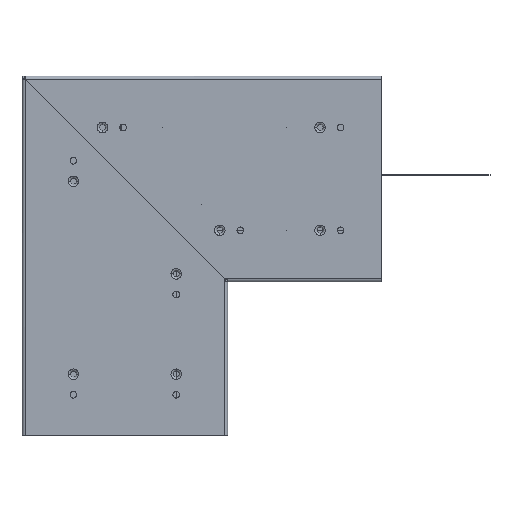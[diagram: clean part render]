
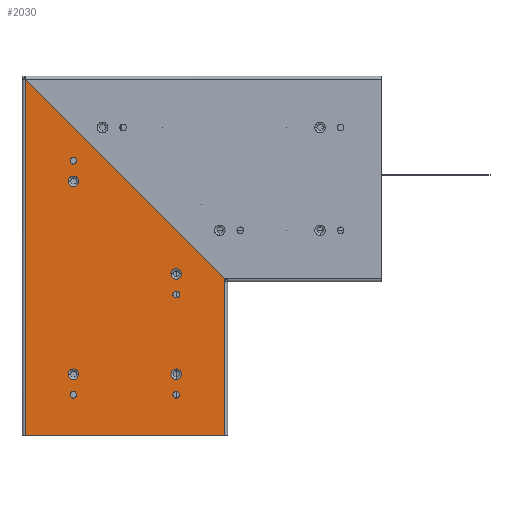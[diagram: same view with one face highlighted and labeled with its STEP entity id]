
A CAD part, front view. The second image highlights one B-rep face of the part: STEP entity #2030.
In plain terms, the highlighted planar face has unit normal (0, -1, 0).
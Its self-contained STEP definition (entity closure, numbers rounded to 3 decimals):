
#302=DIRECTION('',(0.,0.,1.));
#303=VECTOR('',#302,150.);
#304=CARTESIAN_POINT('',(97.,0.,0.));
#305=LINE('',#304,#303);
#566=DIRECTION('',(0.707,0.,-0.707));
#567=VECTOR('',#566,274.357);
#568=CARTESIAN_POINT('',(-97.,0.,347.));
#569=LINE('',#568,#567);
#573=DIRECTION('',(0.,0.,-1.));
#574=VECTOR('',#573,3.);
#575=CARTESIAN_POINT('',(97.,0.,153.));
#576=LINE('',#575,#574);
#580=CARTESIAN_POINT('',(50.,0.,60.));
#581=DIRECTION('',(0.,-1.,0.));
#582=DIRECTION('',(0.,0.,-1.));
#583=AXIS2_PLACEMENT_3D('',#580,#581,#582);
#588=CARTESIAN_POINT('',(50.,0.,60.));
#589=DIRECTION('',(0.,-1.,0.));
#590=DIRECTION('',(0.,0.,1.));
#591=AXIS2_PLACEMENT_3D('',#588,#589,#590);
#596=CARTESIAN_POINT('',(-50.,0.,60.));
#597=DIRECTION('',(0.,-1.,0.));
#598=DIRECTION('',(1.,0.,0.));
#599=AXIS2_PLACEMENT_3D('',#596,#597,#598);
#604=CARTESIAN_POINT('',(-50.,0.,60.));
#605=DIRECTION('',(0.,-1.,0.));
#606=DIRECTION('',(-1.,0.,0.));
#607=AXIS2_PLACEMENT_3D('',#604,#605,#606);
#612=CARTESIAN_POINT('',(-50.,0.,247.674));
#613=DIRECTION('',(0.,-1.,0.));
#614=DIRECTION('',(1.,0.,0.));
#615=AXIS2_PLACEMENT_3D('',#612,#613,#614);
#620=CARTESIAN_POINT('',(-50.,0.,247.674));
#621=DIRECTION('',(0.,-1.,0.));
#622=DIRECTION('',(-1.,0.,0.));
#623=AXIS2_PLACEMENT_3D('',#620,#621,#622);
#628=CARTESIAN_POINT('',(50.,0.,157.574));
#629=DIRECTION('',(0.,-1.,0.));
#630=DIRECTION('',(1.,0.,0.));
#631=AXIS2_PLACEMENT_3D('',#628,#629,#630);
#636=CARTESIAN_POINT('',(50.,0.,157.574));
#637=DIRECTION('',(0.,-1.,0.));
#638=DIRECTION('',(-1.,0.,0.));
#639=AXIS2_PLACEMENT_3D('',#636,#637,#638);
#644=CARTESIAN_POINT('',(-50.,0.,267.674));
#645=DIRECTION('',(0.,1.,0.));
#646=DIRECTION('',(0.,0.,1.));
#647=AXIS2_PLACEMENT_3D('',#644,#645,#646);
#652=CARTESIAN_POINT('',(-50.,0.,267.674));
#653=DIRECTION('',(0.,1.,0.));
#654=DIRECTION('',(0.,0.,-1.));
#655=AXIS2_PLACEMENT_3D('',#652,#653,#654);
#660=CARTESIAN_POINT('',(-50.,0.,40.));
#661=DIRECTION('',(0.,1.,0.));
#662=DIRECTION('',(0.,0.,1.));
#663=AXIS2_PLACEMENT_3D('',#660,#661,#662);
#668=CARTESIAN_POINT('',(-50.,0.,40.));
#669=DIRECTION('',(0.,1.,0.));
#670=DIRECTION('',(0.,0.,-1.));
#671=AXIS2_PLACEMENT_3D('',#668,#669,#670);
#676=CARTESIAN_POINT('',(50.,0.,40.));
#677=DIRECTION('',(0.,1.,0.));
#678=DIRECTION('',(0.,0.,1.));
#679=AXIS2_PLACEMENT_3D('',#676,#677,#678);
#684=CARTESIAN_POINT('',(50.,0.,40.));
#685=DIRECTION('',(0.,1.,0.));
#686=DIRECTION('',(0.,0.,-1.));
#687=AXIS2_PLACEMENT_3D('',#684,#685,#686);
#692=CARTESIAN_POINT('',(50.,0.,137.574));
#693=DIRECTION('',(0.,1.,0.));
#694=DIRECTION('',(0.,0.,1.));
#695=AXIS2_PLACEMENT_3D('',#692,#693,#694);
#700=CARTESIAN_POINT('',(50.,0.,137.574));
#701=DIRECTION('',(0.,1.,0.));
#702=DIRECTION('',(0.,0.,-1.));
#703=AXIS2_PLACEMENT_3D('',#700,#701,#702);
#729=DIRECTION('',(1.,0.,0.));
#730=VECTOR('',#729,194.);
#731=CARTESIAN_POINT('',(-97.,0.,0.));
#732=LINE('',#731,#730);
#782=DIRECTION('',(0.,0.,1.));
#783=VECTOR('',#782,347.);
#784=CARTESIAN_POINT('',(-97.,0.,0.));
#785=LINE('',#784,#783);
#1574=CARTESIAN_POINT('',(-97.,0.,0.));
#1575=CARTESIAN_POINT('',(97.,0.,0.));
#1576=VERTEX_POINT('',#1574);
#1577=VERTEX_POINT('',#1575);
#1586=CARTESIAN_POINT('',(50.,0.,54.9));
#1587=CARTESIAN_POINT('',(50.,0.,65.1));
#1588=VERTEX_POINT('',#1586);
#1589=VERTEX_POINT('',#1587);
#1602=CARTESIAN_POINT('',(-97.,0.,347.));
#1603=CARTESIAN_POINT('',(97.,0.,153.));
#1604=VERTEX_POINT('',#1602);
#1605=VERTEX_POINT('',#1603);
#1630=CARTESIAN_POINT('',(-44.9,0.,60.));
#1631=CARTESIAN_POINT('',(-55.1,0.,60.));
#1632=VERTEX_POINT('',#1630);
#1633=VERTEX_POINT('',#1631);
#1654=CARTESIAN_POINT('',(-44.9,0.,247.674));
#1655=CARTESIAN_POINT('',(-55.1,0.,247.674));
#1656=VERTEX_POINT('',#1654);
#1657=VERTEX_POINT('',#1655);
#1678=CARTESIAN_POINT('',(55.1,0.,157.574));
#1679=CARTESIAN_POINT('',(44.9,0.,157.574));
#1680=VERTEX_POINT('',#1678);
#1681=VERTEX_POINT('',#1679);
#1694=CARTESIAN_POINT('',(97.,0.,150.));
#1695=VERTEX_POINT('',#1694);
#1706=CARTESIAN_POINT('',(-50.,0.,270.924));
#1707=CARTESIAN_POINT('',(-50.,0.,264.424));
#1708=VERTEX_POINT('',#1706);
#1709=VERTEX_POINT('',#1707);
#1710=CARTESIAN_POINT('',(-50.,0.,43.25));
#1711=CARTESIAN_POINT('',(-50.,0.,36.75));
#1712=VERTEX_POINT('',#1710);
#1713=VERTEX_POINT('',#1711);
#1714=CARTESIAN_POINT('',(50.,0.,43.25));
#1715=CARTESIAN_POINT('',(50.,0.,36.75));
#1716=VERTEX_POINT('',#1714);
#1717=VERTEX_POINT('',#1715);
#1718=CARTESIAN_POINT('',(50.,0.,140.824));
#1719=CARTESIAN_POINT('',(50.,0.,134.324));
#1720=VERTEX_POINT('',#1718);
#1721=VERTEX_POINT('',#1719);
#1967=CARTESIAN_POINT('',(0.,0.,0.));
#1968=DIRECTION('',(0.,-1.,0.));
#1969=DIRECTION('',(1.,0.,0.));
#1970=AXIS2_PLACEMENT_3D('',#1967,#1968,#1969);
#1971=PLANE('',#1970);
#1972=ORIENTED_EDGE('',*,*,#1957,.T.);
#1974=ORIENTED_EDGE('',*,*,#1973,.T.);
#1975=ORIENTED_EDGE('',*,*,#1799,.F.);
#1977=ORIENTED_EDGE('',*,*,#1976,.F.);
#1979=ORIENTED_EDGE('',*,*,#1978,.T.);
#1980=EDGE_LOOP('',(#1972,#1974,#1975,#1977,#1979));
#1981=FACE_OUTER_BOUND('',#1980,.F.);
#1983=ORIENTED_EDGE('',*,*,#1982,.T.);
#1985=ORIENTED_EDGE('',*,*,#1984,.T.);
#1986=EDGE_LOOP('',(#1983,#1985));
#1987=FACE_BOUND('',#1986,.F.);
#1989=ORIENTED_EDGE('',*,*,#1988,.T.);
#1991=ORIENTED_EDGE('',*,*,#1990,.T.);
#1992=EDGE_LOOP('',(#1989,#1991));
#1993=FACE_BOUND('',#1992,.F.);
#1995=ORIENTED_EDGE('',*,*,#1994,.T.);
#1997=ORIENTED_EDGE('',*,*,#1996,.T.);
#1998=EDGE_LOOP('',(#1995,#1997));
#1999=FACE_BOUND('',#1998,.F.);
#2001=ORIENTED_EDGE('',*,*,#2000,.T.);
#2003=ORIENTED_EDGE('',*,*,#2002,.T.);
#2004=EDGE_LOOP('',(#2001,#2003));
#2005=FACE_BOUND('',#2004,.F.);
#2007=ORIENTED_EDGE('',*,*,#2006,.F.);
#2009=ORIENTED_EDGE('',*,*,#2008,.F.);
#2010=EDGE_LOOP('',(#2007,#2009));
#2011=FACE_BOUND('',#2010,.F.);
#2013=ORIENTED_EDGE('',*,*,#2012,.F.);
#2015=ORIENTED_EDGE('',*,*,#2014,.F.);
#2016=EDGE_LOOP('',(#2013,#2015));
#2017=FACE_BOUND('',#2016,.F.);
#2019=ORIENTED_EDGE('',*,*,#2018,.F.);
#2021=ORIENTED_EDGE('',*,*,#2020,.F.);
#2022=EDGE_LOOP('',(#2019,#2021));
#2023=FACE_BOUND('',#2022,.F.);
#2025=ORIENTED_EDGE('',*,*,#2024,.F.);
#2027=ORIENTED_EDGE('',*,*,#2026,.F.);
#2028=EDGE_LOOP('',(#2025,#2027));
#2029=FACE_BOUND('',#2028,.F.);
#584=CIRCLE('',#583,5.1);
#592=CIRCLE('',#591,5.1);
#600=CIRCLE('',#599,5.1);
#608=CIRCLE('',#607,5.1);
#616=CIRCLE('',#615,5.1);
#624=CIRCLE('',#623,5.1);
#632=CIRCLE('',#631,5.1);
#640=CIRCLE('',#639,5.1);
#648=CIRCLE('',#647,3.25);
#656=CIRCLE('',#655,3.25);
#664=CIRCLE('',#663,3.25);
#672=CIRCLE('',#671,3.25);
#680=CIRCLE('',#679,3.25);
#688=CIRCLE('',#687,3.25);
#696=CIRCLE('',#695,3.25);
#704=CIRCLE('',#703,3.25);
#1799=EDGE_CURVE('',#1577,#1695,#305,.T.);
#1957=EDGE_CURVE('',#1604,#1605,#569,.T.);
#1973=EDGE_CURVE('',#1605,#1695,#576,.T.);
#1976=EDGE_CURVE('',#1576,#1577,#732,.T.);
#1978=EDGE_CURVE('',#1576,#1604,#785,.T.);
#1982=EDGE_CURVE('',#1588,#1589,#584,.T.);
#1984=EDGE_CURVE('',#1589,#1588,#592,.T.);
#1988=EDGE_CURVE('',#1632,#1633,#600,.T.);
#1990=EDGE_CURVE('',#1633,#1632,#608,.T.);
#1994=EDGE_CURVE('',#1656,#1657,#616,.T.);
#1996=EDGE_CURVE('',#1657,#1656,#624,.T.);
#2000=EDGE_CURVE('',#1680,#1681,#632,.T.);
#2002=EDGE_CURVE('',#1681,#1680,#640,.T.);
#2006=EDGE_CURVE('',#1708,#1709,#648,.T.);
#2008=EDGE_CURVE('',#1709,#1708,#656,.T.);
#2012=EDGE_CURVE('',#1712,#1713,#664,.T.);
#2014=EDGE_CURVE('',#1713,#1712,#672,.T.);
#2018=EDGE_CURVE('',#1716,#1717,#680,.T.);
#2020=EDGE_CURVE('',#1717,#1716,#688,.T.);
#2024=EDGE_CURVE('',#1720,#1721,#696,.T.);
#2026=EDGE_CURVE('',#1721,#1720,#704,.T.);
#2030=ADVANCED_FACE('',(#1981,#1987,#1993,#1999,#2005,#2011,#2017,#2023,#2029),
#1971,.T.);
